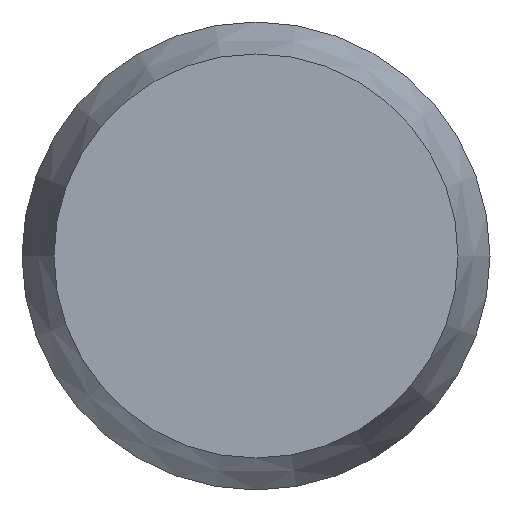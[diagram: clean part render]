
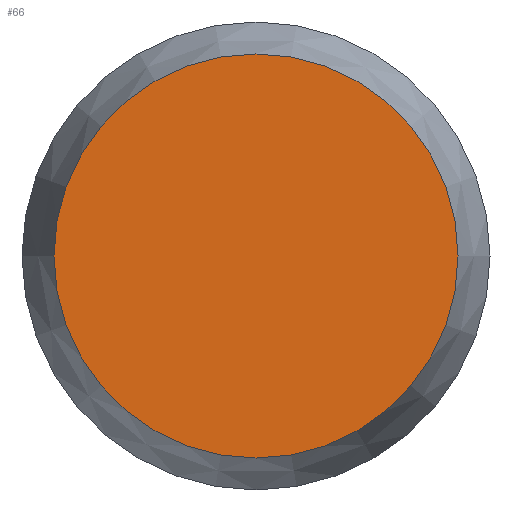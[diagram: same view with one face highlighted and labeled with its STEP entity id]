
A CAD part, front view. The second image highlights one B-rep face of the part: STEP entity #66.
In plain terms, the highlighted planar face has unit normal (0, -1, 0).
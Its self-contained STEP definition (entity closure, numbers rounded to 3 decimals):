
#15=PLANE('',#88);
#20=FACE_OUTER_BOUND('',#24,.T.);
#24=EDGE_LOOP('',(#60));
#33=CIRCLE('',#85,1.264);
#38=VERTEX_POINT('',#119);
#43=EDGE_CURVE('',#38,#38,#33,.T.);
#60=ORIENTED_EDGE('',*,*,#43,.F.);
#66=ADVANCED_FACE('',(#20),#15,.T.);
#85=AXIS2_PLACEMENT_3D('',#120,#100,#101);
#88=AXIS2_PLACEMENT_3D('',#126,#108,#109);
#100=DIRECTION('center_axis',(0.,1.,0.));
#101=DIRECTION('ref_axis',(1.,0.,0.));
#108=DIRECTION('center_axis',(0.,-1.,0.));
#109=DIRECTION('ref_axis',(1.,0.,0.));
#119=CARTESIAN_POINT('',(-1.264,-22.5,31.389));
#120=CARTESIAN_POINT('Origin',(0.,-22.5,31.389));
#126=CARTESIAN_POINT('Origin',(0.,-22.5,31.389));
